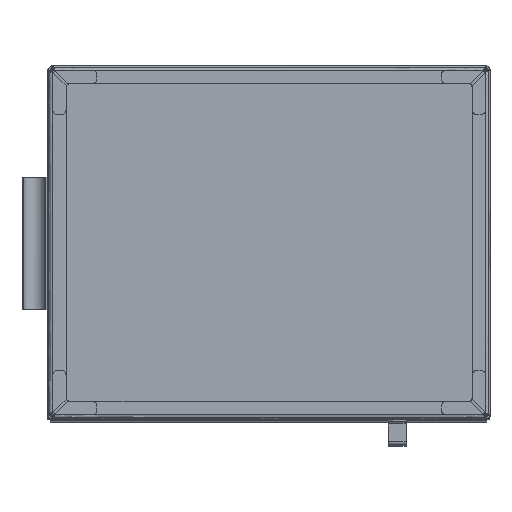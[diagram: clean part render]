
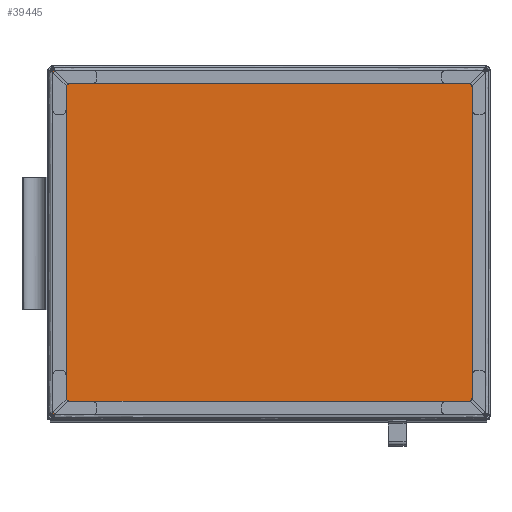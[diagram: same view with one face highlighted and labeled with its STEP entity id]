
A CAD part, top view. The second image highlights one B-rep face of the part: STEP entity #39445.
In plain terms, the highlighted free-form (B-spline) face has degree [1, 1] with [2, 2] control points.
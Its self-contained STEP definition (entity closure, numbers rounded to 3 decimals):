
#39445 = ADVANCED_FACE('',(#39446),#39476,.T.);
#39446 = FACE_BOUND('',#39447,.T.);
#39447 = EDGE_LOOP('',(#39448,#39457,#39464,#39471));
#39448 = ORIENTED_EDGE('',*,*,#39449,.T.);
#39449 = EDGE_CURVE('',#39450,#39452,#39454,.T.);
#39450 = VERTEX_POINT('',#39451);
#39451 = CARTESIAN_POINT('',(-224.976,-187.07,
    512.185));
#39452 = VERTEX_POINT('',#39453);
#39453 = CARTESIAN_POINT('',(-224.976,149.579,
    512.185));
#39454 = B_SPLINE_CURVE_WITH_KNOTS('',1,(#39455,#39456),.UNSPECIFIED.,
  .F.,.F.,(2,2),(0.,390.),.PIECEWISE_BEZIER_KNOTS.);
#39455 = CARTESIAN_POINT('',(-224.976,-187.07,
    512.185));
#39456 = CARTESIAN_POINT('',(-224.976,149.579,
    512.185));
#39457 = ORIENTED_EDGE('',*,*,#39458,.T.);
#39458 = EDGE_CURVE('',#39452,#39459,#39461,.T.);
#39459 = VERTEX_POINT('',#39460);
#39460 = CARTESIAN_POINT('',(197.993,149.579,
    512.185));
#39461 = B_SPLINE_CURVE_WITH_KNOTS('',1,(#39462,#39463),.UNSPECIFIED.,
  .F.,.F.,(2,2),(0.,490.),.PIECEWISE_BEZIER_KNOTS.);
#39462 = CARTESIAN_POINT('',(-224.976,149.579,
    512.185));
#39463 = CARTESIAN_POINT('',(197.993,149.579,
    512.185));
#39464 = ORIENTED_EDGE('',*,*,#39465,.T.);
#39465 = EDGE_CURVE('',#39459,#39466,#39468,.T.);
#39466 = VERTEX_POINT('',#39467);
#39467 = CARTESIAN_POINT('',(197.993,-187.07,
    512.185));
#39468 = B_SPLINE_CURVE_WITH_KNOTS('',1,(#39469,#39470),.UNSPECIFIED.,
  .F.,.F.,(2,2),(0.,390.),.PIECEWISE_BEZIER_KNOTS.);
#39469 = CARTESIAN_POINT('',(197.993,149.579,
    512.185));
#39470 = CARTESIAN_POINT('',(197.993,-187.07,
    512.185));
#39471 = ORIENTED_EDGE('',*,*,#39472,.T.);
#39472 = EDGE_CURVE('',#39466,#39450,#39473,.T.);
#39473 = B_SPLINE_CURVE_WITH_KNOTS('',1,(#39474,#39475),.UNSPECIFIED.,
  .F.,.F.,(2,2),(0.,490.),.PIECEWISE_BEZIER_KNOTS.);
#39474 = CARTESIAN_POINT('',(197.993,-187.07,
    512.185));
#39475 = CARTESIAN_POINT('',(-224.976,-187.07,
    512.185));
#39476 = B_SPLINE_SURFACE_WITH_KNOTS('',1,1,(
    (#39477,#39478)
    ,(#39479,#39480
    )),.UNSPECIFIED.,.F.,.F.,.F.,(2,2),(2,2),(0.,1.),(0.,1.),
  .PIECEWISE_BEZIER_KNOTS.);
#39477 = CARTESIAN_POINT('',(197.993,-187.07,
    512.185));
#39478 = CARTESIAN_POINT('',(197.993,149.579,
    512.185));
#39479 = CARTESIAN_POINT('',(-224.976,-187.07,
    512.185));
#39480 = CARTESIAN_POINT('',(-224.976,149.579,
    512.185));
